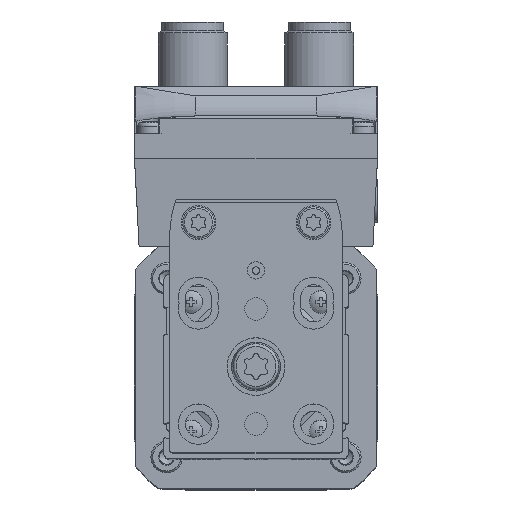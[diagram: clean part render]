
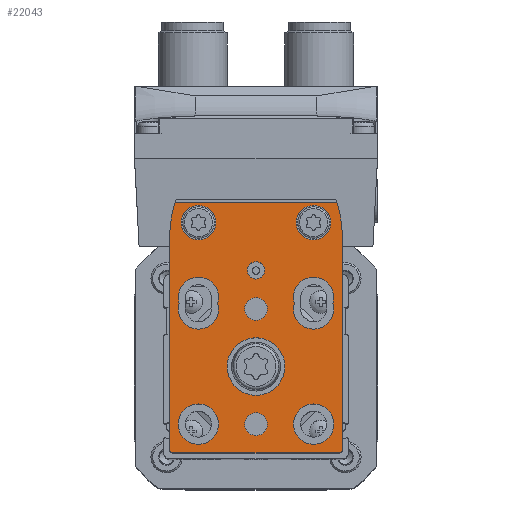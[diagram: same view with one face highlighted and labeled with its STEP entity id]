
A CAD part, top view. The second image highlights one B-rep face of the part: STEP entity #22043.
In plain terms, the highlighted planar face has unit normal (0, 0, 1).
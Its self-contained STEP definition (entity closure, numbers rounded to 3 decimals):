
#542=LINE('',#32324,#1856);
#546=LINE('',#32336,#1860);
#550=LINE('',#32348,#1864);
#555=LINE('',#32359,#1869);
#1856=VECTOR('',#26614,1000.);
#1860=VECTOR('',#26626,1000.);
#1864=VECTOR('',#26638,1000.);
#1869=VECTOR('',#26651,1000.);
#2942=PLANE('',#23501);
#4047=CIRCLE('',#23487,19.5);
#4049=CIRCLE('',#23491,0.5);
#4051=CIRCLE('',#23495,0.5);
#4053=CIRCLE('',#23499,19.5);
#4054=CIRCLE('',#23502,3.);
#4055=CIRCLE('',#23503,3.);
#4056=CIRCLE('',#23504,2.);
#4057=CIRCLE('',#23505,2.);
#4058=CIRCLE('',#23506,3.5);
#4059=CIRCLE('',#23507,3.5);
#4060=CIRCLE('',#23508,3.5);
#4061=CIRCLE('',#23509,3.5);
#4062=CIRCLE('',#23510,5.);
#4063=CIRCLE('',#23511,3.5);
#4064=CIRCLE('',#23512,3.5);
#4065=CIRCLE('',#23513,1.5);
#6062=ORIENTED_EDGE('',*,*,#10523,.T.);
#6063=ORIENTED_EDGE('',*,*,#10524,.T.);
#6064=ORIENTED_EDGE('',*,*,#10525,.F.);
#6065=ORIENTED_EDGE('',*,*,#10526,.F.);
#6066=ORIENTED_EDGE('',*,*,#10527,.F.);
#6067=ORIENTED_EDGE('',*,*,#10528,.F.);
#6068=ORIENTED_EDGE('',*,*,#10529,.F.);
#6069=ORIENTED_EDGE('',*,*,#10530,.F.);
#6070=ORIENTED_EDGE('',*,*,#10531,.T.);
#6071=ORIENTED_EDGE('',*,*,#10532,.T.);
#6072=ORIENTED_EDGE('',*,*,#10533,.T.);
#6073=ORIENTED_EDGE('',*,*,#10534,.F.);
#6074=ORIENTED_EDGE('',*,*,#10499,.T.);
#6075=ORIENTED_EDGE('',*,*,#10503,.T.);
#6076=ORIENTED_EDGE('',*,*,#10506,.T.);
#6077=ORIENTED_EDGE('',*,*,#10509,.T.);
#6078=ORIENTED_EDGE('',*,*,#10512,.T.);
#6079=ORIENTED_EDGE('',*,*,#10515,.T.);
#6080=ORIENTED_EDGE('',*,*,#10518,.T.);
#6081=ORIENTED_EDGE('',*,*,#10522,.T.);
#10499=EDGE_CURVE('',#12839,#12838,#4047,.T.);
#10503=EDGE_CURVE('',#12838,#12841,#542,.T.);
#10506=EDGE_CURVE('',#12841,#12843,#4049,.T.);
#10509=EDGE_CURVE('',#12843,#12845,#546,.T.);
#10512=EDGE_CURVE('',#12845,#12847,#4051,.T.);
#10515=EDGE_CURVE('',#12847,#12849,#550,.T.);
#10518=EDGE_CURVE('',#12849,#12851,#4053,.T.);
#10522=EDGE_CURVE('',#12851,#12839,#555,.T.);
#10523=EDGE_CURVE('',#12852,#12852,#4054,.T.);
#10524=EDGE_CURVE('',#12853,#12853,#4055,.T.);
#10525=EDGE_CURVE('',#12854,#12854,#4056,.T.);
#10526=EDGE_CURVE('',#12855,#12855,#4057,.T.);
#10527=EDGE_CURVE('',#12856,#12857,#4058,.T.);
#10528=EDGE_CURVE('',#12857,#12856,#4059,.T.);
#10529=EDGE_CURVE('',#12858,#12859,#4060,.T.);
#10530=EDGE_CURVE('',#12859,#12858,#4061,.T.);
#10531=EDGE_CURVE('',#12860,#12860,#4062,.T.);
#10532=EDGE_CURVE('',#12861,#12861,#4063,.T.);
#10533=EDGE_CURVE('',#12862,#12862,#4064,.T.);
#10534=EDGE_CURVE('',#12863,#12863,#4065,.T.);
#12838=VERTEX_POINT('',#32315);
#12839=VERTEX_POINT('',#32317);
#12841=VERTEX_POINT('',#32323);
#12843=VERTEX_POINT('',#32329);
#12845=VERTEX_POINT('',#32335);
#12847=VERTEX_POINT('',#32341);
#12849=VERTEX_POINT('',#32347);
#12851=VERTEX_POINT('',#32353);
#12852=VERTEX_POINT('',#32362);
#12853=VERTEX_POINT('',#32364);
#12854=VERTEX_POINT('',#32366);
#12855=VERTEX_POINT('',#32368);
#12856=VERTEX_POINT('',#32370);
#12857=VERTEX_POINT('',#32371);
#12858=VERTEX_POINT('',#32374);
#12859=VERTEX_POINT('',#32375);
#12860=VERTEX_POINT('',#32378);
#12861=VERTEX_POINT('',#32380);
#12862=VERTEX_POINT('',#32382);
#12863=VERTEX_POINT('',#32384);
#14583=EDGE_LOOP('',(#6062));
#14584=EDGE_LOOP('',(#6063));
#14585=EDGE_LOOP('',(#6064));
#14586=EDGE_LOOP('',(#6065));
#14587=EDGE_LOOP('',(#6066,#6067));
#14588=EDGE_LOOP('',(#6068,#6069));
#14589=EDGE_LOOP('',(#6070));
#14590=EDGE_LOOP('',(#6071));
#14591=EDGE_LOOP('',(#6072));
#14592=EDGE_LOOP('',(#6073));
#14593=EDGE_LOOP('',(#6074,#6075,#6076,#6077,#6078,#6079,#6080,#6081));
#16093=FACE_BOUND('',#14583,.T.);
#16094=FACE_BOUND('',#14584,.T.);
#16095=FACE_BOUND('',#14585,.T.);
#16096=FACE_BOUND('',#14586,.T.);
#16097=FACE_BOUND('',#14587,.T.);
#16098=FACE_BOUND('',#14588,.T.);
#16099=FACE_BOUND('',#14589,.T.);
#16100=FACE_BOUND('',#14590,.T.);
#16101=FACE_BOUND('',#14591,.T.);
#16102=FACE_BOUND('',#14592,.T.);
#16103=FACE_BOUND('',#14593,.T.);
#22043=ADVANCED_FACE('',(#16093,#16094,#16095,#16096,#16097,#16098,#16099,
#16100,#16101,#16102,#16103),#2942,.T.);
#23487=AXIS2_PLACEMENT_3D('',#32316,#26607,#26608);
#23491=AXIS2_PLACEMENT_3D('',#32330,#26620,#26621);
#23495=AXIS2_PLACEMENT_3D('',#32342,#26632,#26633);
#23499=AXIS2_PLACEMENT_3D('',#32354,#26644,#26645);
#23501=AXIS2_PLACEMENT_3D('',#32360,#26652,#26653);
#23502=AXIS2_PLACEMENT_3D('',#32361,#26654,#26655);
#23503=AXIS2_PLACEMENT_3D('',#32363,#26656,#26657);
#23504=AXIS2_PLACEMENT_3D('',#32365,#26658,#26659);
#23505=AXIS2_PLACEMENT_3D('',#32367,#26660,#26661);
#23506=AXIS2_PLACEMENT_3D('',#32369,#26662,#26663);
#23507=AXIS2_PLACEMENT_3D('',#32372,#26664,#26665);
#23508=AXIS2_PLACEMENT_3D('',#32373,#26666,#26667);
#23509=AXIS2_PLACEMENT_3D('',#32376,#26668,#26669);
#23510=AXIS2_PLACEMENT_3D('',#32377,#26670,#26671);
#23511=AXIS2_PLACEMENT_3D('',#32379,#26672,#26673);
#23512=AXIS2_PLACEMENT_3D('',#32381,#26674,#26675);
#23513=AXIS2_PLACEMENT_3D('',#32383,#26676,#26677);
#26607=DIRECTION('',(0.,0.,1.));
#26608=DIRECTION('',(1.,0.,0.));
#26614=DIRECTION('',(0.,-1.,0.));
#26620=DIRECTION('',(0.,0.,1.));
#26621=DIRECTION('',(1.,0.,0.));
#26626=DIRECTION('',(1.,0.,0.));
#26632=DIRECTION('',(0.,0.,1.));
#26633=DIRECTION('',(1.,0.,0.));
#26638=DIRECTION('',(0.,1.,0.));
#26644=DIRECTION('',(0.,0.,1.));
#26645=DIRECTION('',(1.,0.,0.));
#26651=DIRECTION('',(-1.,0.,0.));
#26652=DIRECTION('',(0.,0.,1.));
#26653=DIRECTION('',(1.,0.,0.));
#26654=DIRECTION('',(0.,0.,-1.));
#26655=DIRECTION('',(-1.,0.,0.));
#26656=DIRECTION('',(0.,0.,-1.));
#26657=DIRECTION('',(-1.,0.,0.));
#26658=DIRECTION('',(0.,0.,1.));
#26659=DIRECTION('',(1.,0.,0.));
#26660=DIRECTION('',(0.,0.,1.));
#26661=DIRECTION('',(1.,0.,0.));
#26662=DIRECTION('',(0.,0.,1.));
#26663=DIRECTION('',(1.,0.,0.));
#26664=DIRECTION('',(0.,0.,1.));
#26665=DIRECTION('',(1.,0.,0.));
#26666=DIRECTION('',(0.,0.,1.));
#26667=DIRECTION('',(1.,0.,0.));
#26668=DIRECTION('',(0.,0.,1.));
#26669=DIRECTION('',(1.,0.,0.));
#26670=DIRECTION('',(0.,0.,-1.));
#26671=DIRECTION('',(-1.,0.,0.));
#26672=DIRECTION('',(0.,0.,-1.));
#26673=DIRECTION('',(-1.,0.,0.));
#26674=DIRECTION('',(0.,0.,-1.));
#26675=DIRECTION('',(-1.,0.,0.));
#26676=DIRECTION('',(0.,0.,1.));
#26677=DIRECTION('',(1.,0.,0.));
#32315=CARTESIAN_POINT('',(-15.,22.5,8.));
#32316=CARTESIAN_POINT('',(4.5,22.5,8.));
#32317=CARTESIAN_POINT('',(-14.054,28.5,8.));
#32323=CARTESIAN_POINT('',(-15.,-14.5,8.));
#32324=CARTESIAN_POINT('',(-15.,22.5,8.));
#32329=CARTESIAN_POINT('',(-14.5,-15.,8.));
#32330=CARTESIAN_POINT('',(-14.5,-14.5,8.));
#32335=CARTESIAN_POINT('',(14.5,-15.,8.));
#32336=CARTESIAN_POINT('',(-14.5,-15.,8.));
#32341=CARTESIAN_POINT('',(15.,-14.5,8.));
#32342=CARTESIAN_POINT('',(14.5,-14.5,8.));
#32347=CARTESIAN_POINT('',(15.,22.5,8.));
#32348=CARTESIAN_POINT('',(15.,-14.5,8.));
#32353=CARTESIAN_POINT('',(14.054,28.5,8.));
#32354=CARTESIAN_POINT('',(-4.5,22.5,8.));
#32359=CARTESIAN_POINT('',(14.054,28.5,8.));
#32360=CARTESIAN_POINT('',(4.5,22.5,8.));
#32361=CARTESIAN_POINT('',(10.,25.,8.));
#32362=CARTESIAN_POINT('',(7.,25.,8.));
#32363=CARTESIAN_POINT('',(-10.,25.,8.));
#32364=CARTESIAN_POINT('',(-13.,25.,8.));
#32365=CARTESIAN_POINT('',(0.,-10.,8.));
#32366=CARTESIAN_POINT('',(2.,-10.,8.));
#32367=CARTESIAN_POINT('',(0.,10.,8.));
#32368=CARTESIAN_POINT('',(2.,10.,8.));
#32369=CARTESIAN_POINT('',(-10.,10.,8.));
#32370=CARTESIAN_POINT('',(-13.354,11.,8.));
#32371=CARTESIAN_POINT('',(-6.646,11.,8.));
#32372=CARTESIAN_POINT('',(-10.,12.,8.));
#32373=CARTESIAN_POINT('',(10.,10.,8.));
#32374=CARTESIAN_POINT('',(6.646,11.,8.));
#32375=CARTESIAN_POINT('',(13.354,11.,8.));
#32376=CARTESIAN_POINT('',(10.,12.,8.));
#32377=CARTESIAN_POINT('',(0.,0.,8.));
#32378=CARTESIAN_POINT('',(-5.,0.,8.));
#32379=CARTESIAN_POINT('',(-10.,-10.,8.));
#32380=CARTESIAN_POINT('',(-13.5,-10.,8.));
#32381=CARTESIAN_POINT('',(10.,-10.,8.));
#32382=CARTESIAN_POINT('',(6.5,-10.,8.));
#32383=CARTESIAN_POINT('',(0.,16.7,8.));
#32384=CARTESIAN_POINT('',(1.5,16.7,8.));
